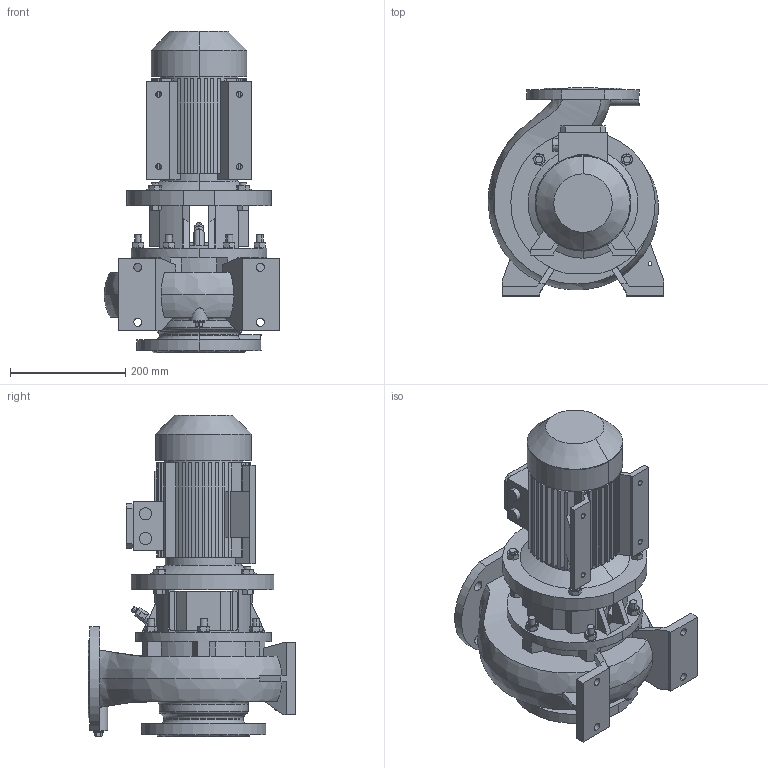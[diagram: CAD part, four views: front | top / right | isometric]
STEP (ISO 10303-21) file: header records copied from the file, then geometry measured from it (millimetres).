
FILE_DESCRIPTION (( 'STEP AP214' ), '1' );
FILE_NAME ('ﾌﾓ-311-200-ﾌ3-311-215-01-43.step', '2025-04-07T08:16:52', ( 'adb' ), ( '' ), 'SwSTEP 2.0', 'SolidWorks 2016', '' );
FILE_SCHEMA (( 'AUTOMOTIVE_DESIGN' ));
Length unit declared in the file: millimetre
Products named in the file (1): ﾌﾓ-311-200-ﾌ3-311-215-01-43
Bounding box: 304.29 x 360 x 556 mm (x, y, z)
Volume: 13176428.2 mm3; surface area: 1309026.7 mm2
Topology: 8 solids, 19 shells, 1028 faces, 2707 edges, 1772 vertices
Faces by surface type: plane 561, cylinder 349, cone 87, bspline 24, torus 7
Entity records: 51708 total; most frequent: CARTESIAN_POINT 14767, ORIENTED_EDGE 5410, DIRECTION 5189, EDGE_CURVE 2705, AXIS2_PLACEMENT_3D 1863, VERTEX_POINT 1772, VECTOR 1463, LINE 1463
